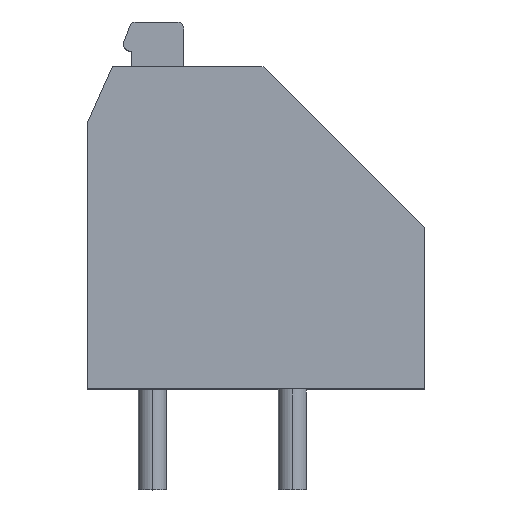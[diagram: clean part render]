
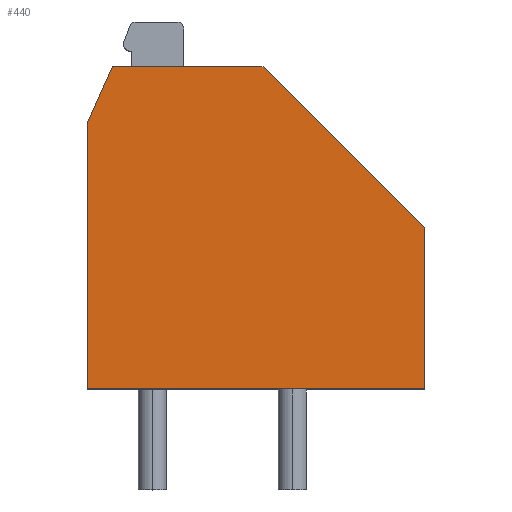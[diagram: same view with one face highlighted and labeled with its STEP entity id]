
A CAD part, top view. The second image highlights one B-rep face of the part: STEP entity #440.
In plain terms, the highlighted planar face has unit normal (0, 0, 1).
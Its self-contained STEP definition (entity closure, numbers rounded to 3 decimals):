
#32 = CARTESIAN_POINT ( 'NONE',  ( 0.875, 11.5, 8.5 ) ) ;
#124 = ORIENTED_EDGE ( 'NONE', *, *, #1379, .T. ) ;
#150 = EDGE_CURVE ( 'NONE', #1983, #1936, #1058, .T. ) ;
#181 = CARTESIAN_POINT ( 'NONE',  ( 0.875, 11.5, 8.5 ) ) ;
#227 = CARTESIAN_POINT ( 'NONE',  ( 12., 0., 8.5 ) ) ;
#270 = VECTOR ( 'NONE', #380, 1000. ) ;
#321 = AXIS2_PLACEMENT_3D ( 'NONE', #447, #1529, #598 ) ;
#332 = CARTESIAN_POINT ( 'NONE',  ( 12., 0., 8.5 ) ) ;
#380 = DIRECTION ( 'NONE',  ( -0.707, 0.707, 0. ) ) ;
#440 = ADVANCED_FACE ( 'NONE', ( #517 ), #1382, .F. ) ;
#447 = CARTESIAN_POINT ( 'NONE',  ( 0., 0., 8.5 ) ) ;
#517 = FACE_OUTER_BOUND ( 'NONE', #1259, .T. ) ;
#598 = DIRECTION ( 'NONE',  ( -1., 0., 0. ) ) ;
#618 = LINE ( 'NONE', #32, #1806 ) ;
#632 = LINE ( 'NONE', #1624, #1049 ) ;
#637 = LINE ( 'NONE', #227, #1514 ) ;
#697 = LINE ( 'NONE', #1912, #270 ) ;
#700 = CARTESIAN_POINT ( 'NONE',  ( 0., 0., 8.5 ) ) ;
#704 = VERTEX_POINT ( 'NONE', #750 ) ;
#712 = CARTESIAN_POINT ( 'NONE',  ( 12., 5.75, 8.5 ) ) ;
#716 = ORIENTED_EDGE ( 'NONE', *, *, #150, .T. ) ;
#739 = LINE ( 'NONE', #1992, #1206 ) ;
#750 = CARTESIAN_POINT ( 'NONE',  ( 0., 9.527, 8.5 ) ) ;
#893 = ORIENTED_EDGE ( 'NONE', *, *, #1933, .T. ) ;
#896 = ORIENTED_EDGE ( 'NONE', *, *, #927, .T. ) ;
#927 = EDGE_CURVE ( 'NONE', #1656, #704, #632, .T. ) ;
#1012 = DIRECTION ( 'NONE',  ( 1., 0., 0. ) ) ;
#1049 = VECTOR ( 'NONE', #1323, 1000. ) ;
#1058 = LINE ( 'NONE', #712, #1418 ) ;
#1078 = DIRECTION ( 'NONE',  ( 0., -1., 0. ) ) ;
#1206 = VECTOR ( 'NONE', #1078, 1000. ) ;
#1207 = VERTEX_POINT ( 'NONE', #1216 ) ;
#1216 = CARTESIAN_POINT ( 'NONE',  ( 6.25, 11.5, 8.5 ) ) ;
#1259 = EDGE_LOOP ( 'NONE', ( #1548, #1571, #716, #893, #124, #896 ) ) ;
#1322 = CARTESIAN_POINT ( 'NONE',  ( 12., 5.75, 8.5 ) ) ;
#1323 = DIRECTION ( 'NONE',  ( -0.405, -0.914, 0. ) ) ;
#1379 = EDGE_CURVE ( 'NONE', #1207, #1656, #618, .T. ) ;
#1382 = PLANE ( 'NONE',  #321 ) ;
#1418 = VECTOR ( 'NONE', #1778, 1000. ) ;
#1514 = VECTOR ( 'NONE', #1012, 1000. ) ;
#1523 = EDGE_CURVE ( 'NONE', #704, #1940, #739, .T. ) ;
#1529 = DIRECTION ( 'NONE',  ( 0., 0., -1. ) ) ;
#1548 = ORIENTED_EDGE ( 'NONE', *, *, #1523, .T. ) ;
#1571 = ORIENTED_EDGE ( 'NONE', *, *, #1954, .T. ) ;
#1624 = CARTESIAN_POINT ( 'NONE',  ( 0., 9.527, 8.5 ) ) ;
#1656 = VERTEX_POINT ( 'NONE', #181 ) ;
#1778 = DIRECTION ( 'NONE',  ( 0., 1., 0. ) ) ;
#1806 = VECTOR ( 'NONE', #1882, 1000. ) ;
#1882 = DIRECTION ( 'NONE',  ( -1., 0., 0. ) ) ;
#1912 = CARTESIAN_POINT ( 'NONE',  ( 6.25, 11.5, 8.5 ) ) ;
#1933 = EDGE_CURVE ( 'NONE', #1936, #1207, #697, .T. ) ;
#1936 = VERTEX_POINT ( 'NONE', #1322 ) ;
#1940 = VERTEX_POINT ( 'NONE', #700 ) ;
#1954 = EDGE_CURVE ( 'NONE', #1940, #1983, #637, .T. ) ;
#1983 = VERTEX_POINT ( 'NONE', #332 ) ;
#1992 = CARTESIAN_POINT ( 'NONE',  ( 0., 0., 8.5 ) ) ;
